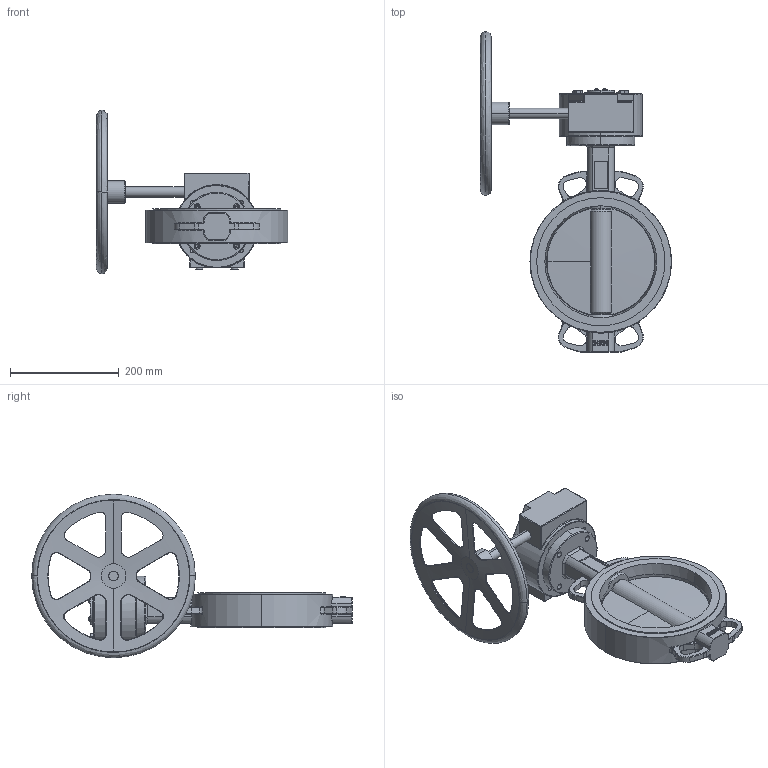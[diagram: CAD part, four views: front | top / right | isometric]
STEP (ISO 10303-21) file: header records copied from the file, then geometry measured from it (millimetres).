
FILE_DESCRIPTION (( 'STEP AP203' ), '1' );
FILE_NAME ('J9_DN200_gear.STEP', '2020-03-04T07:17:05', ( '' ), ( '' ), 'SwSTEP 2.0', 'SolidWorks 2017', '' );
FILE_SCHEMA (( 'CONFIG_CONTROL_DESIGN' ));
Length unit declared in the file: millimetre
Products named in the file (1): J9_DN200_gear
Bounding box: 351.07 x 588 x 300 mm (x, y, z)
Volume: 4247335.7 mm3; surface area: 476759.8 mm2
Topology: 1 solids, 7 shells, 1048 faces, 2605 edges, 1571 vertices
Faces by surface type: plane 319, cylinder 276, bspline 270, cone 94, torus 82, sphere 7
Entity records: 45994 total; most frequent: CARTESIAN_POINT 22939, ORIENTED_EDGE 5104, DIRECTION 4365, EDGE_CURVE 2552, AXIS2_PLACEMENT_3D 1708, VERTEX_POINT 1571, EDGE_LOOP 1133, FACE_OUTER_BOUND 1048
